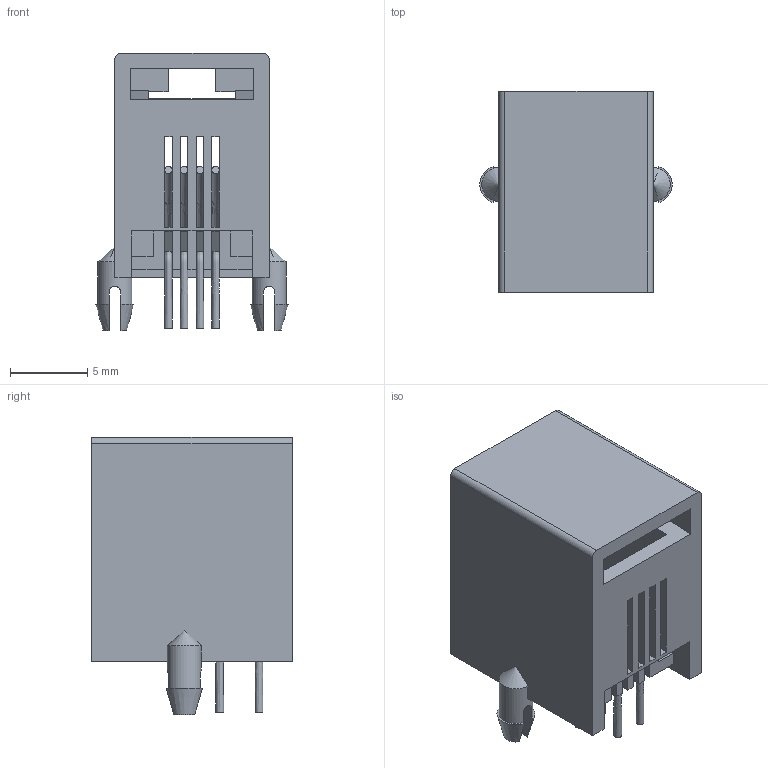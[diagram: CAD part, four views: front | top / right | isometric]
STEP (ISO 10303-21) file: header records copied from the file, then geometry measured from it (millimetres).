
FILE_DESCRIPTION(/* description */ ('Unknown'),/* implementation_level */ '2;1');
FILE_NAME(/* name */ 'J_Wurth_WR-MJ_615004143821',/* time_stamp */ '2025-06-30T17:58:20+08:00',/* author */ ('Unknown'),/* organization */ ('Unknown'),/* preprocessor_version */ 'ST-DEVELOPER v19.4',/* originating_system */ 'Solid Edge',/* authorisation */ 'Unknown');
FILE_SCHEMA (('AUTOMOTIVE_DESIGN {1 0 10303 214 3 1 1}'));
Length unit declared in the file: millimetre
Products named in the file (2): J_Wurth_WR-MJ_615004143821
Assembly tree (1 placements, depth 2):
  J_Wurth_WR-MJ_615004143821
    J_Wurth_WR-MJ_615004143821
Bounding box: 12.45 x 13 x 17.95 mm (x, y, z)
Volume: 818.3 mm3; surface area: 1841.1 mm2
Topology: 5 solids, 5 shells, 160 faces, 507 edges, 334 vertices
Faces by surface type: plane 126, cylinder 24, cone 6, bspline 4
Full cylindrical faces by diameter (mm): 2.2 x2
Entity records: 9123 total; most frequent: CARTESIAN_POINT 4555, ORIENTED_EDGE 994, DIRECTION 861, EDGE_CURVE 497, LINE 425, VECTOR 425, VERTEX_POINT 332, AXIS2_PLACEMENT_3D 218
